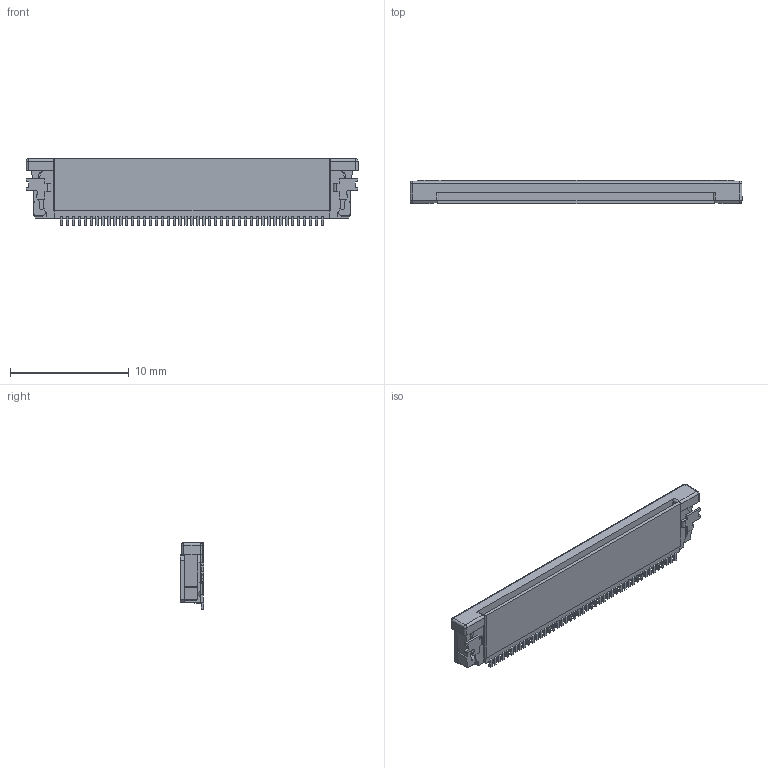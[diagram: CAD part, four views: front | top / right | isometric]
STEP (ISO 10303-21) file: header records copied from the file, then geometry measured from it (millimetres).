
FILE_DESCRIPTION (( 'STEP AP214' ), '1' );
FILE_NAME ('6268445110E9ALF.STEP', '2023-07-13T13:35:24', ( '' ), ( '' ), 'SwSTEP 2.0', 'SolidWorks 2021', '' );
FILE_SCHEMA (( 'AUTOMOTIVE_DESIGN' ));
Length unit declared in the file: millimetre
Products named in the file (5): pin^62684 additional; 62684 additional pads_45; 62684 additional body_45; 62684 additional cover_45; 6268445110E9ALF
Assembly tree (48 placements, depth 2):
  6268445110E9ALF
    62684 additional body_45
    62684 additional cover_45
    62684 additional pads_45
    pin^62684 additional  x45
Bounding box: 28 x 2 x 5.6 mm (x, y, z)
Volume: 164.6 mm3; surface area: 715 mm2
Topology: 49 solids, 49 shells, 613 faces, 1501 edges, 984 vertices
Faces by surface type: plane 586, cylinder 23, sphere 4
Entity records: 5660 total; most frequent: CARTESIAN_POINT 951, DIRECTION 929, ORIENTED_EDGE 882, EDGE_CURVE 441, LINE 397, VECTOR 397, VERTEX_POINT 280, AXIS2_PLACEMENT_3D 266
